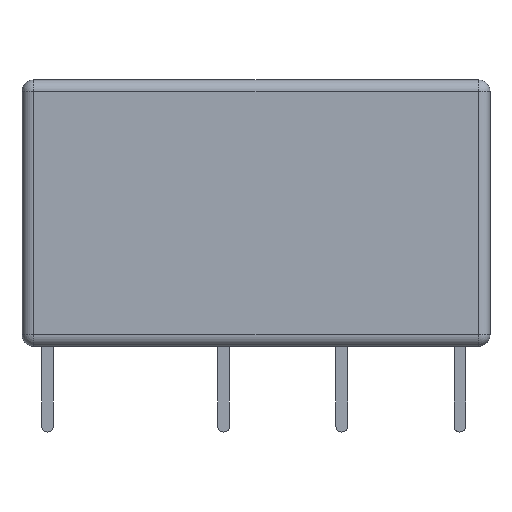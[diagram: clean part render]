
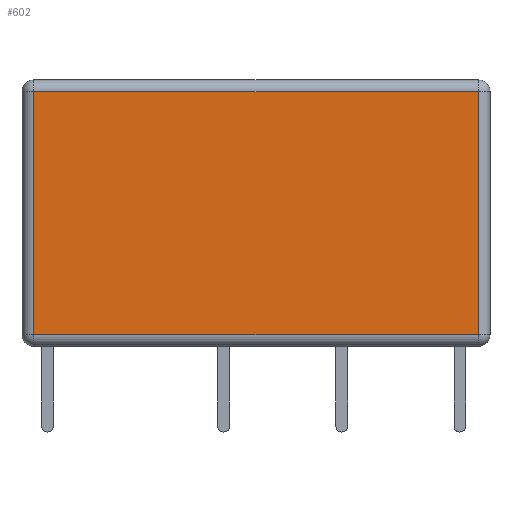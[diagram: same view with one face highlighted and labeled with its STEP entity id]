
A CAD part, front view. The second image highlights one B-rep face of the part: STEP entity #602.
In plain terms, the highlighted planar face has unit normal (0, -1, 0).
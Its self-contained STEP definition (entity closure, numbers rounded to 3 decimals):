
#394 = LINE ( 'NONE', #9573, #9445 ) ;
#531 = CARTESIAN_POINT ( 'NONE',  ( -9.6, -5., 11. ) ) ;
#602 = ADVANCED_FACE ( 'NONE', ( #2602 ), #3972, .F. ) ;
#1360 = EDGE_CURVE ( 'NONE', #11771, #15938, #15169, .T. ) ;
#1538 = CARTESIAN_POINT ( 'NONE',  ( 9.6, -5., 11.5 ) ) ;
#1712 = ORIENTED_EDGE ( 'NONE', *, *, #3044, .T. ) ;
#2279 = EDGE_LOOP ( 'NONE', ( #1712, #6348, #4029, #14423 ) ) ;
#2602 = FACE_OUTER_BOUND ( 'NONE', #2279, .T. ) ;
#2850 = DIRECTION ( 'NONE',  ( 0., 1., 0. ) ) ;
#3044 = EDGE_CURVE ( 'NONE', #15938, #3597, #16024, .T. ) ;
#3597 = VERTEX_POINT ( 'NONE', #14622 ) ;
#3972 = PLANE ( 'NONE',  #4943 ) ;
#4029 = ORIENTED_EDGE ( 'NONE', *, *, #12224, .T. ) ;
#4152 = CARTESIAN_POINT ( 'NONE',  ( -10.1, -5., 11.5 ) ) ;
#4943 = AXIS2_PLACEMENT_3D ( 'NONE', #4152, #2850, #10912 ) ;
#5149 = LINE ( 'NONE', #1538, #15930 ) ;
#6178 = EDGE_CURVE ( 'NONE', #3597, #16696, #394, .T. ) ;
#6348 = ORIENTED_EDGE ( 'NONE', *, *, #6178, .T. ) ;
#7452 = CARTESIAN_POINT ( 'NONE',  ( -10.1, -5., 11. ) ) ;
#8142 = CARTESIAN_POINT ( 'NONE',  ( -9.6, -5., 11.5 ) ) ;
#9445 = VECTOR ( 'NONE', #16037, 1000. ) ;
#9573 = CARTESIAN_POINT ( 'NONE',  ( -10.1, -5., 0.5 ) ) ;
#9640 = DIRECTION ( 'NONE',  ( 0., 0., -1. ) ) ;
#10278 = VECTOR ( 'NONE', #11179, 1000. ) ;
#10912 = DIRECTION ( 'NONE',  ( 0., 0., 1. ) ) ;
#11179 = DIRECTION ( 'NONE',  ( -1., 0., 0. ) ) ;
#11771 = VERTEX_POINT ( 'NONE', #13416 ) ;
#12224 = EDGE_CURVE ( 'NONE', #16696, #11771, #5149, .T. ) ;
#12388 = CARTESIAN_POINT ( 'NONE',  ( 9.6, -5., 0.5 ) ) ;
#13416 = CARTESIAN_POINT ( 'NONE',  ( 9.6, -5., 11. ) ) ;
#14318 = DIRECTION ( 'NONE',  ( 0., 0., 1. ) ) ;
#14423 = ORIENTED_EDGE ( 'NONE', *, *, #1360, .T. ) ;
#14622 = CARTESIAN_POINT ( 'NONE',  ( -9.6, -5., 0.5 ) ) ;
#15169 = LINE ( 'NONE', #7452, #10278 ) ;
#15930 = VECTOR ( 'NONE', #14318, 1000. ) ;
#15938 = VERTEX_POINT ( 'NONE', #531 ) ;
#16024 = LINE ( 'NONE', #8142, #16577 ) ;
#16037 = DIRECTION ( 'NONE',  ( 1., 0., 0. ) ) ;
#16577 = VECTOR ( 'NONE', #9640, 1000. ) ;
#16696 = VERTEX_POINT ( 'NONE', #12388 ) ;
